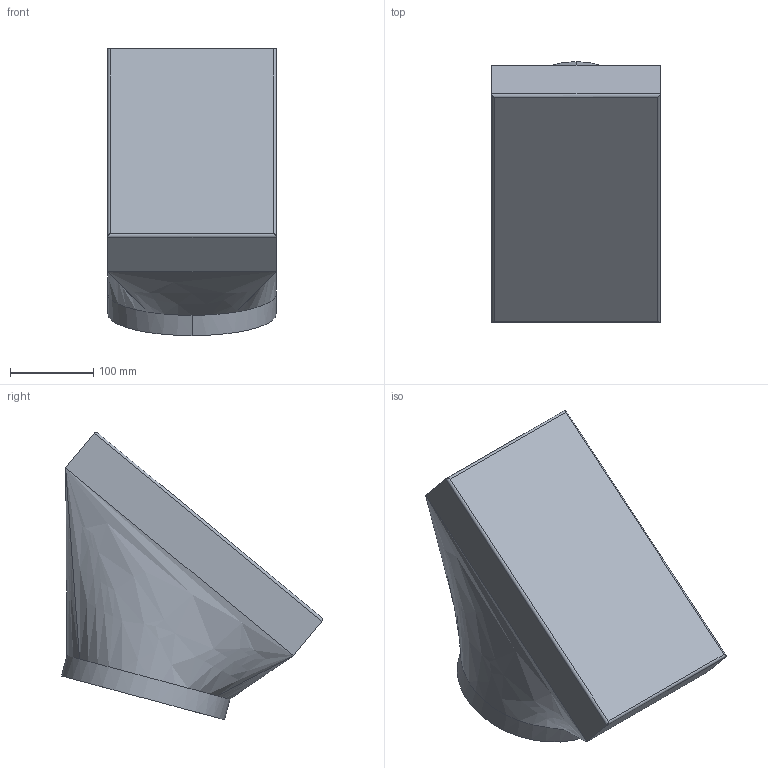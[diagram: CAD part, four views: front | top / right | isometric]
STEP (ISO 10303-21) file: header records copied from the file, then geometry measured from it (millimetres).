
FILE_DESCRIPTION (( 'STEP AP214' ), '1' );
FILE_NAME ('Radiator_8x14_2_25_8_in_fan_separate_bodies.STEP', '2025-02-03T02:46:44', ( '' ), ( '' ), 'SwSTEP 2.0', 'SolidWorks 2024', '' );
FILE_SCHEMA (( 'AUTOMOTIVE_DESIGN' ));
Length unit declared in the file: inch
Products named in the file (1): Radiator_8x14_2_25_8_in_fan_separate_bodies
Bounding box: 203.2 x 314.29 x 346.1 mm (x, y, z)
Volume: 11920207.8 mm3; surface area: 455330.3 mm2
Topology: 2 solids, 2 shells, 18 faces, 38 edges, 24 vertices
Faces by surface type: plane 8, cylinder 6, bspline 4
Entity records: 822 total; most frequent: CARTESIAN_POINT 426, ORIENTED_EDGE 76, DIRECTION 62, EDGE_CURVE 38, LINE 26, VECTOR 26, VERTEX_POINT 24, AXIS2_PLACEMENT_3D 18
